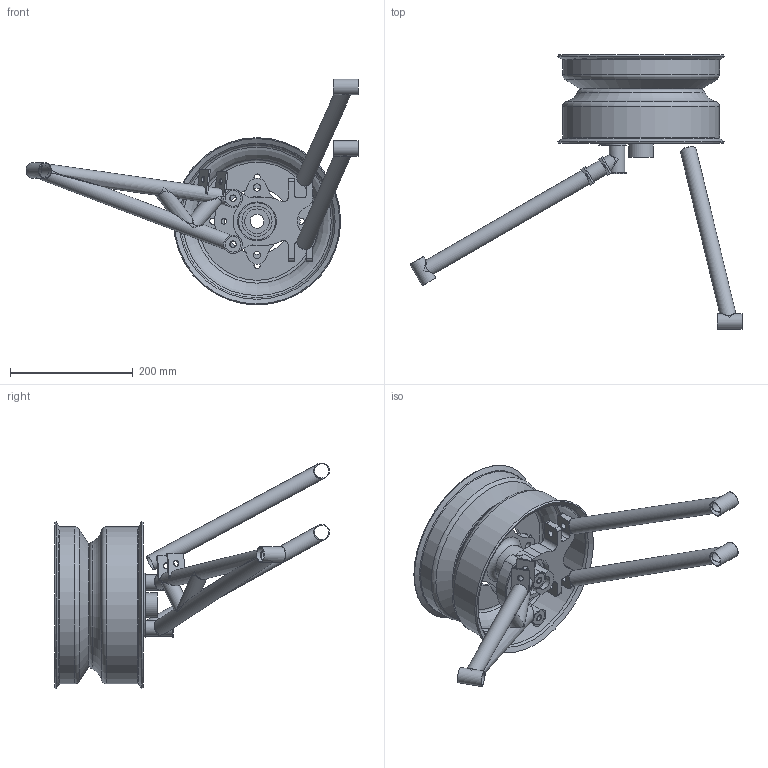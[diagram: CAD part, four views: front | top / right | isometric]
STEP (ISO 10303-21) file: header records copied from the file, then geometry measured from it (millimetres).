
FILE_DESCRIPTION(/* description */ (''),/* implementation_level */ '2;1');
FILE_NAME(/* name */ 'Final Rear Assembly_.step',/* time_stamp */ '2025-07-10T17:47:13+05:30',/* author */ (''),/* organization */ (''),/* preprocessor_version */ 'ST-DEVELOPER v20.1',/* originating_system */ 'Autodesk Translation Framework v14.10.0.0',/* authorisation */ '');
FILE_SCHEMA (('AUTOMOTIVE_DESIGN { 1 0 10303 214 3 1 1 }'));
Length unit declared in the file: millimetre
Products named in the file (9): Final Rear Assembly; REAR HARDPOINTS; rim v2; Rear Wheel Hub; Knuckle; Knuckle (1); Trailing Arm; upper arm; lower arm
Assembly tree (8 placements, depth 3):
  Final Rear Assembly
    REAR HARDPOINTS
    rim v2
    Rear Wheel Hub
    Knuckle
      Knuckle (1)
    Trailing Arm
    upper arm
    lower arm
Bounding box: 540.13 x 447.33 x 367.47 mm (x, y, z)
Volume: 1259136.1 mm3; surface area: 679373.1 mm2
Topology: 9 solids, 13 shells, 202 faces, 514 edges, 340 vertices
Faces by surface type: cylinder 109, plane 63, torus 18, cone 10, bspline 2
Full cylindrical faces by diameter (mm): 9 x2, 9.845 x1, 10 x8, 11 x8, 12 x4, 13.474 x1, 22.4 x1, 23.4 x9, 25.4 x11, 30 x2, 40 x1, 42 x1, 49 x1, 60 x1, 63 x2, 107 x1, 249 x2, 255.35 x2
Entity records: 7301 total; most frequent: CARTESIAN_POINT 1817, DIRECTION 1197, ORIENTED_EDGE 1026, EDGE_CURVE 513, AXIS2_PLACEMENT_3D 497, VERTEX_POINT 340, EDGE_LOOP 267, CIRCLE 244
